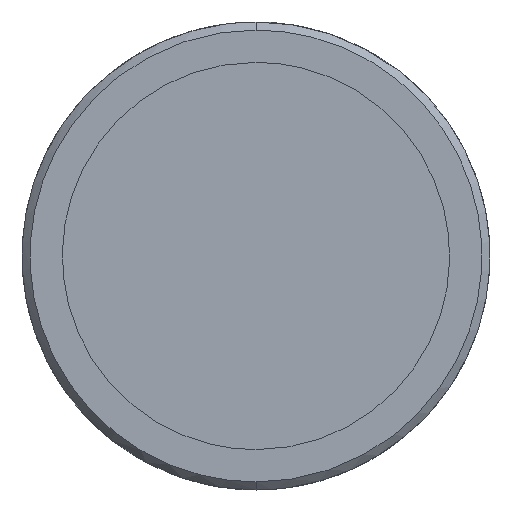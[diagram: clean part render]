
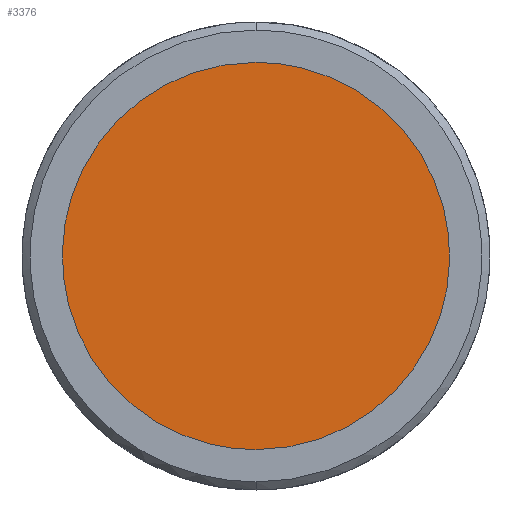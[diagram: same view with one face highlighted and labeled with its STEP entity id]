
A CAD part, left-side view. The second image highlights one B-rep face of the part: STEP entity #3376.
In plain terms, the highlighted free-form (B-spline) face has degree [1, 1] with [2, 2] control points.
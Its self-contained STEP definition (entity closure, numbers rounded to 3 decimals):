
#972 = VERTEX_POINT('',#973);
#973 = CARTESIAN_POINT('',(0.,0.,-13.277));
#978 = EDGE_CURVE('',#979,#972,#981,.T.);
#979 = VERTEX_POINT('',#980);
#980 = CARTESIAN_POINT('',(0.,0.,13.277));
#981 = ( BOUNDED_CURVE() B_SPLINE_CURVE(2,(#982,#983,#984,#985,#986),
.UNSPECIFIED.,.F.,.F.) B_SPLINE_CURVE_WITH_KNOTS((3,2,3),(0.,
1.571,3.142),.PIECEWISE_BEZIER_KNOTS.) CURVE() 
GEOMETRIC_REPRESENTATION_ITEM() RATIONAL_B_SPLINE_CURVE((1.,
0.707,1.,0.707,1.)) REPRESENTATION_ITEM('') );
#982 = CARTESIAN_POINT('',(0.,0.,13.277));
#983 = CARTESIAN_POINT('',(0.,13.277,13.277));
#984 = CARTESIAN_POINT('',(0.,13.277,0.));
#985 = CARTESIAN_POINT('',(0.,13.277,-13.277));
#986 = CARTESIAN_POINT('',(0.,0.,-13.277));
#3376 = ADVANCED_FACE('',(#3377),#3388,.F.);
#3377 = FACE_BOUND('',#3378,.T.);
#3378 = EDGE_LOOP('',(#3379,#3380));
#3379 = ORIENTED_EDGE('',*,*,#978,.T.);
#3380 = ORIENTED_EDGE('',*,*,#3381,.T.);
#3381 = EDGE_CURVE('',#972,#979,#3382,.T.);
#3382 = ( BOUNDED_CURVE() B_SPLINE_CURVE(2,(#3383,#3384,#3385,#3386,
#3387),.UNSPECIFIED.,.F.,.F.) B_SPLINE_CURVE_WITH_KNOTS((3,2,3),(
    3.142,4.712,6.283),
.PIECEWISE_BEZIER_KNOTS.) CURVE() GEOMETRIC_REPRESENTATION_ITEM() 
RATIONAL_B_SPLINE_CURVE((1.,0.707,1.,0.707,1.)) 
REPRESENTATION_ITEM('') );
#3383 = CARTESIAN_POINT('',(0.,0.,-13.277));
#3384 = CARTESIAN_POINT('',(0.,-13.277,-13.277));
#3385 = CARTESIAN_POINT('',(0.,-13.277,0.));
#3386 = CARTESIAN_POINT('',(0.,-13.277,13.277));
#3387 = CARTESIAN_POINT('',(0.,0.,13.277));
#3388 = B_SPLINE_SURFACE_WITH_KNOTS('',1,1,(
    (#3389,#3390)
    ,(#3391,#3392
    )),.UNSPECIFIED.,.F.,.F.,.F.,(2,2),(2,2),(-12.,12.),(-12.,12.),
  .PIECEWISE_BEZIER_KNOTS.);
#3389 = CARTESIAN_POINT('',(0.,-13.277,13.277));
#3390 = CARTESIAN_POINT('',(0.,13.277,13.277));
#3391 = CARTESIAN_POINT('',(0.,-13.277,-13.277));
#3392 = CARTESIAN_POINT('',(0.,13.277,-13.277));
